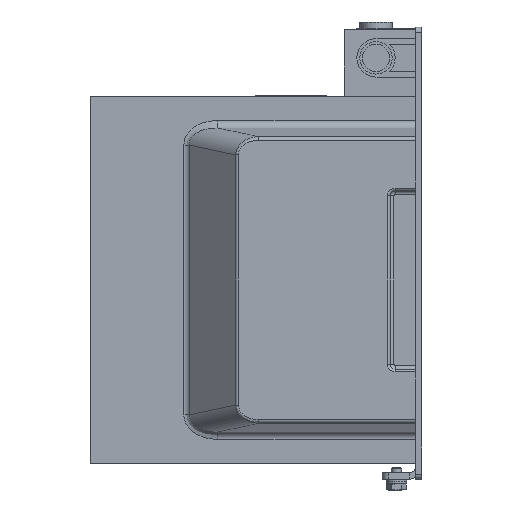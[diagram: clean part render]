
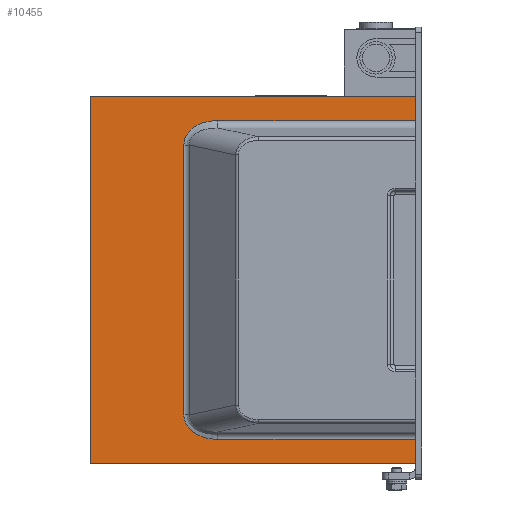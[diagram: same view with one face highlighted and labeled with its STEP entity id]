
A CAD part, left-side view. The second image highlights one B-rep face of the part: STEP entity #10455.
In plain terms, the highlighted planar face has unit normal (-1, 0, 0).
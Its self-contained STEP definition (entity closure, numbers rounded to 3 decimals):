
#198 = LINE ( 'NONE', #4213, #6708 ) ;
#359 = ORIENTED_EDGE ( 'NONE', *, *, #12512, .T. ) ;
#441 = LINE ( 'NONE', #1577, #3542 ) ;
#565 =( BOUNDED_CURVE ( )  B_SPLINE_CURVE ( 3, ( #7083, #11244, #3179, #5247 ),
 .UNSPECIFIED., .F., .F. ) 
 B_SPLINE_CURVE_WITH_KNOTS ( ( 4, 4 ),
 ( 6.136, 7.559 ),
 .UNSPECIFIED. ) 
 CURVE ( )  GEOMETRIC_REPRESENTATION_ITEM ( )  RATIONAL_B_SPLINE_CURVE ( ( 1., 0.838, 0.838, 1. ) ) 
 REPRESENTATION_ITEM ( '' )  );
#712 = FACE_OUTER_BOUND ( 'NONE', #12339, .T. ) ;
#845 = ORIENTED_EDGE ( 'NONE', *, *, #2976, .T. ) ;
#888 = EDGE_CURVE ( 'NONE', #8336, #7440, #10128, .T. ) ;
#1271 = DIRECTION ( 'NONE',  ( 0., 0., -1. ) ) ;
#1282 = CARTESIAN_POINT ( 'NONE',  ( -53., 186.485, -138.229 ) ) ;
#1376 = VECTOR ( 'NONE', #4010, 1000. ) ;
#1487 = CARTESIAN_POINT ( 'NONE',  ( -53., 186.485, -126.674 ) ) ;
#1568 = ORIENTED_EDGE ( 'NONE', *, *, #888, .T. ) ;
#1577 = CARTESIAN_POINT ( 'NONE',  ( -53., 141.5, -145.859 ) ) ;
#1642 = VECTOR ( 'NONE', #4804, 1000. ) ;
#1888 = CARTESIAN_POINT ( 'NONE',  ( -53., 186.485, 84.674 ) ) ;
#1982 = EDGE_CURVE ( 'NONE', #6200, #8336, #6957, .T. ) ;
#1988 = DIRECTION ( 'NONE',  ( 0., 0., 1. ) ) ;
#2068 = ORIENTED_EDGE ( 'NONE', *, *, #3351, .T. ) ;
#2098 = DIRECTION ( 'NONE',  ( 0., 1., 0. ) ) ;
#2381 = CARTESIAN_POINT ( 'NONE',  ( -53., 159.947, -145.859 ) ) ;
#2448 = ORIENTED_EDGE ( 'NONE', *, *, #1982, .T. ) ;
#2686 = DIRECTION ( 'NONE',  ( 1., 0., 0. ) ) ;
#2976 = EDGE_CURVE ( 'NONE', #5570, #6200, #565, .T. ) ;
#3179 = CARTESIAN_POINT ( 'NONE',  ( -53., 175.931, 103.859 ) ) ;
#3215 = VECTOR ( 'NONE', #1271, 1000. ) ;
#3254 = EDGE_CURVE ( 'NONE', #5335, #6393, #441, .T. ) ;
#3351 = EDGE_CURVE ( 'NONE', #7216, #5335, #7709, .T. ) ;
#3513 = LINE ( 'NONE', #4270, #3215 ) ;
#3542 = VECTOR ( 'NONE', #11529, 1000. ) ;
#3673 = ORIENTED_EDGE ( 'NONE', *, *, #7092, .F. ) ;
#3685 = CARTESIAN_POINT ( 'NONE',  ( -53., 5., 123. ) ) ;
#3706 = ORIENTED_EDGE ( 'NONE', *, *, #4985, .T. ) ;
#3888 = CARTESIAN_POINT ( 'NONE',  ( -53., 186.485, -21. ) ) ;
#4010 = DIRECTION ( 'NONE',  ( 0., 0., 1. ) ) ;
#4213 = CARTESIAN_POINT ( 'NONE',  ( -53., 5., -165. ) ) ;
#4270 = CARTESIAN_POINT ( 'NONE',  ( -53., 260., 123. ) ) ;
#4400 = DIRECTION ( 'NONE',  ( 0., -1., 0. ) ) ;
#4804 = DIRECTION ( 'NONE',  ( 0., 1., 0. ) ) ;
#4985 = EDGE_CURVE ( 'NONE', #8036, #11892, #3513, .T. ) ;
#5005 = LINE ( 'NONE', #3888, #10772 ) ;
#5247 = CARTESIAN_POINT ( 'NONE',  ( -53., 159.947, 103.859 ) ) ;
#5335 = VERTEX_POINT ( 'NONE', #11889 ) ;
#5365 = CARTESIAN_POINT ( 'NONE',  ( -53., 186.485, -126.674 ) ) ;
#5570 = VERTEX_POINT ( 'NONE', #1888 ) ;
#5656 = CARTESIAN_POINT ( 'NONE',  ( -53., 5., 103.859 ) ) ;
#6200 = VERTEX_POINT ( 'NONE', #11080 ) ;
#6387 = CARTESIAN_POINT ( 'NONE',  ( -53., 141.5, 103.859 ) ) ;
#6393 = VERTEX_POINT ( 'NONE', #7727 ) ;
#6571 = CARTESIAN_POINT ( 'NONE',  ( -53., 141.5, -21. ) ) ;
#6708 = VECTOR ( 'NONE', #2098, 1000. ) ;
#6899 = ORIENTED_EDGE ( 'NONE', *, *, #10829, .T. ) ;
#6900 = LINE ( 'NONE', #11854, #1642 ) ;
#6957 = LINE ( 'NONE', #6387, #11963 ) ;
#7083 = CARTESIAN_POINT ( 'NONE',  ( -53., 186.485, 84.674 ) ) ;
#7092 = EDGE_CURVE ( 'NONE', #7216, #11892, #198, .T. ) ;
#7216 = VERTEX_POINT ( 'NONE', #9358 ) ;
#7244 = CARTESIAN_POINT ( 'NONE',  ( -53., 175.931, -145.859 ) ) ;
#7431 = CARTESIAN_POINT ( 'NONE',  ( -53., 5., 143. ) ) ;
#7440 = VERTEX_POINT ( 'NONE', #3685 ) ;
#7462 = PLANE ( 'NONE',  #9205 ) ;
#7709 = LINE ( 'NONE', #8758, #1376 ) ;
#7727 = CARTESIAN_POINT ( 'NONE',  ( -53., 159.947, -145.859 ) ) ;
#7967 = ORIENTED_EDGE ( 'NONE', *, *, #3254, .T. ) ;
#8036 = VERTEX_POINT ( 'NONE', #8985 ) ;
#8336 = VERTEX_POINT ( 'NONE', #5656 ) ;
#8499 = DIRECTION ( 'NONE',  ( 0., 0., 1. ) ) ;
#8758 = CARTESIAN_POINT ( 'NONE',  ( -53., 5., 143. ) ) ;
#8801 = EDGE_CURVE ( 'NONE', #12713, #5570, #5005, .T. ) ;
#8985 = CARTESIAN_POINT ( 'NONE',  ( -53., 260., 123. ) ) ;
#9205 = AXIS2_PLACEMENT_3D ( 'NONE', #6571, #2686, #8499 ) ;
#9358 = CARTESIAN_POINT ( 'NONE',  ( -53., 5., -165. ) ) ;
#9577 = DIRECTION ( 'NONE',  ( 0., 0., 1. ) ) ;
#10034 =( BOUNDED_CURVE ( )  B_SPLINE_CURVE ( 3, ( #2381, #7244, #1282, #5365 ),
 .UNSPECIFIED., .F., .F. ) 
 B_SPLINE_CURVE_WITH_KNOTS ( ( 4, 4 ),
 ( 5.007, 6.431 ),
 .UNSPECIFIED. ) 
 CURVE ( )  GEOMETRIC_REPRESENTATION_ITEM ( )  RATIONAL_B_SPLINE_CURVE ( ( 1., 0.838, 0.838, 1. ) ) 
 REPRESENTATION_ITEM ( '' )  );
#10128 = LINE ( 'NONE', #7431, #10573 ) ;
#10455 = ADVANCED_FACE ( 'NONE', ( #712 ), #7462, .F. ) ;
#10573 = VECTOR ( 'NONE', #9577, 1000. ) ;
#10710 = CARTESIAN_POINT ( 'NONE',  ( -53., 260., -165. ) ) ;
#10772 = VECTOR ( 'NONE', #1988, 1000. ) ;
#10829 = EDGE_CURVE ( 'NONE', #7440, #8036, #6900, .T. ) ;
#11080 = CARTESIAN_POINT ( 'NONE',  ( -53., 159.947, 103.859 ) ) ;
#11244 = CARTESIAN_POINT ( 'NONE',  ( -53., 186.485, 96.229 ) ) ;
#11529 = DIRECTION ( 'NONE',  ( 0., 1., 0. ) ) ;
#11854 = CARTESIAN_POINT ( 'NONE',  ( -53., 5., 123. ) ) ;
#11889 = CARTESIAN_POINT ( 'NONE',  ( -53., 5., -145.859 ) ) ;
#11892 = VERTEX_POINT ( 'NONE', #10710 ) ;
#11963 = VECTOR ( 'NONE', #4400, 1000. ) ;
#12339 = EDGE_LOOP ( 'NONE', ( #2068, #7967, #359, #12383, #845, #2448, #1568, #6899, #3706, #3673 ) ) ;
#12383 = ORIENTED_EDGE ( 'NONE', *, *, #8801, .T. ) ;
#12512 = EDGE_CURVE ( 'NONE', #6393, #12713, #10034, .T. ) ;
#12713 = VERTEX_POINT ( 'NONE', #1487 ) ;
